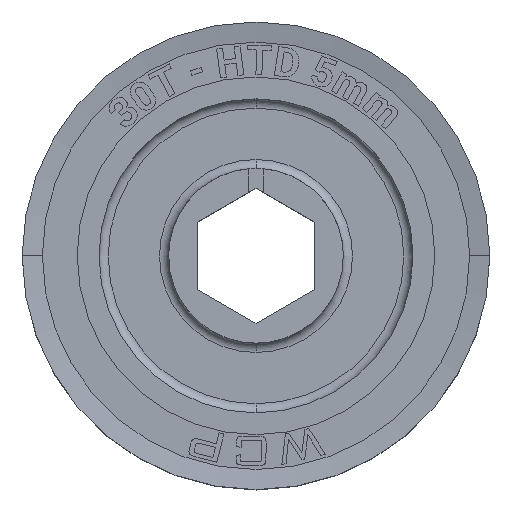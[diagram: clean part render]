
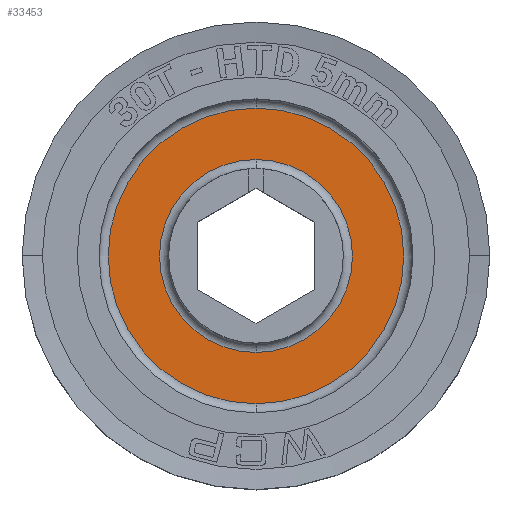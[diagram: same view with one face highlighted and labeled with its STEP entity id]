
A CAD part, top view. The second image highlights one B-rep face of the part: STEP entity #33453.
In plain terms, the highlighted planar face has unit normal (0, 0, 1).
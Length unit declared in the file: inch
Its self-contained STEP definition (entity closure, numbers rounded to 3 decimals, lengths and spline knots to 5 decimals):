
#625 = ORIENTED_EDGE ( 'NONE', *, *, #26892, .T. ) ;
#1228 = VERTEX_POINT ( 'NONE', #2317 ) ;
#2317 = CARTESIAN_POINT ( 'NONE',  ( 0., -0.41437, 0.0625 ) ) ;
#3790 = VERTEX_POINT ( 'NONE', #28991 ) ;
#4160 = DIRECTION ( 'NONE',  ( 0., 1., 0. ) ) ;
#8253 = VERTEX_POINT ( 'NONE', #21967 ) ;
#8262 = ORIENTED_EDGE ( 'NONE', *, *, #27975, .T. ) ;
#8425 = EDGE_LOOP ( 'NONE', ( #625, #30659 ) ) ;
#9197 = CIRCLE ( 'NONE', #41483, 0.41437 ) ;
#9633 = CARTESIAN_POINT ( 'NONE',  ( 0., -0.6346, 0.0625 ) ) ;
#10170 = CARTESIAN_POINT ( 'NONE',  ( 0., 0.375, 0.0625 ) ) ;
#11200 = CIRCLE ( 'NONE', #16553, 0.41437 ) ;
#13138 = FACE_OUTER_BOUND ( 'NONE', #8425, .T. ) ;
#13328 = CIRCLE ( 'NONE', #27436, 0.6346 ) ;
#13541 = DIRECTION ( 'NONE',  ( 0., 1., 0. ) ) ;
#14680 = EDGE_LOOP ( 'NONE', ( #34790, #8262 ) ) ;
#15254 = VERTEX_POINT ( 'NONE', #9633 ) ;
#15593 = CARTESIAN_POINT ( 'NONE',  ( 0., 0., 0.0625 ) ) ;
#15675 = DIRECTION ( 'NONE',  ( 0., 1., 0. ) ) ;
#16553 = AXIS2_PLACEMENT_3D ( 'NONE', #15593, #28434, #21914 ) ;
#17393 = CARTESIAN_POINT ( 'NONE',  ( 0., 0., 0.0625 ) ) ;
#17615 = CARTESIAN_POINT ( 'NONE',  ( 0., 0., 0.0625 ) ) ;
#18838 = DIRECTION ( 'NONE',  ( 0., 0., -1. ) ) ;
#21914 = DIRECTION ( 'NONE',  ( 0., 1., 0. ) ) ;
#21967 = CARTESIAN_POINT ( 'NONE',  ( 0., 0.6346, 0.0625 ) ) ;
#22792 = PLANE ( 'NONE',  #33299 ) ;
#22862 = DIRECTION ( 'NONE',  ( 0., 0., 1. ) ) ;
#26892 = EDGE_CURVE ( 'NONE', #8253, #15254, #35337, .T. ) ;
#27436 = AXIS2_PLACEMENT_3D ( 'NONE', #27519, #33423, #4160 ) ;
#27519 = CARTESIAN_POINT ( 'NONE',  ( 0., 0., 0.0625 ) ) ;
#27739 = EDGE_CURVE ( 'NONE', #3790, #1228, #11200, .T. ) ;
#27975 = EDGE_CURVE ( 'NONE', #1228, #3790, #9197, .T. ) ;
#28434 = DIRECTION ( 'NONE',  ( 0., 0., -1. ) ) ;
#28991 = CARTESIAN_POINT ( 'NONE',  ( 0., 0.41437, 0.0625 ) ) ;
#30659 = ORIENTED_EDGE ( 'NONE', *, *, #36116, .T. ) ;
#33190 = DIRECTION ( 'NONE',  ( 0., 1., 0. ) ) ;
#33299 = AXIS2_PLACEMENT_3D ( 'NONE', #10170, #35863, #13541 ) ;
#33423 = DIRECTION ( 'NONE',  ( 0., 0., 1. ) ) ;
#33453 = ADVANCED_FACE ( 'NONE', ( #38990, #13138 ), #22792, .F. ) ;
#33985 = AXIS2_PLACEMENT_3D ( 'NONE', #17393, #22862, #33190 ) ;
#34790 = ORIENTED_EDGE ( 'NONE', *, *, #27739, .T. ) ;
#35337 = CIRCLE ( 'NONE', #33985, 0.6346 ) ;
#35863 = DIRECTION ( 'NONE',  ( 0., 0., -1. ) ) ;
#36116 = EDGE_CURVE ( 'NONE', #15254, #8253, #13328, .T. ) ;
#38990 = FACE_BOUND ( 'NONE', #14680, .T. ) ;
#41483 = AXIS2_PLACEMENT_3D ( 'NONE', #17615, #18838, #15675 ) ;
